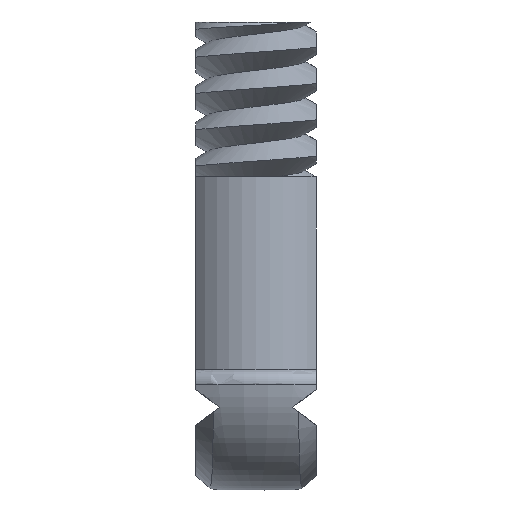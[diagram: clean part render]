
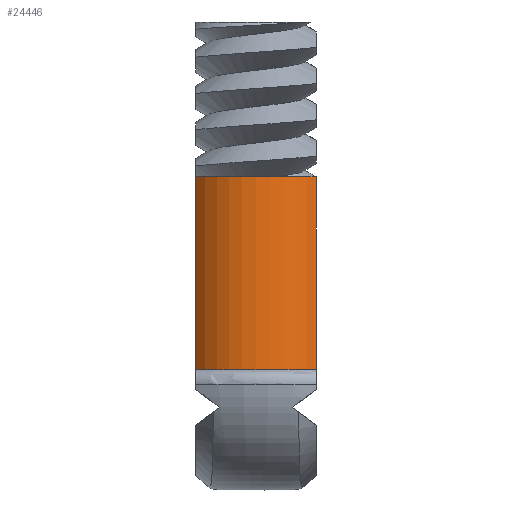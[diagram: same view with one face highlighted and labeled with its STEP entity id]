
A CAD part, left-side view. The second image highlights one B-rep face of the part: STEP entity #24446.
In plain terms, the highlighted cylindrical face has radius 3.35 mm (diameter 6.7 mm), a partial arc.
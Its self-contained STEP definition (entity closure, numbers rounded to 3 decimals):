
#5619 = PLANE('',#5620);
#5620 = AXIS2_PLACEMENT_3D('',#5621,#5622,#5623);
#5621 = CARTESIAN_POINT('',(-12.5,-2.5,200.));
#5622 = DIRECTION('',(0.,1.,0.));
#5623 = DIRECTION('',(-1.,0.,0.));
#6408 = PLANE('',#6409);
#6409 = AXIS2_PLACEMENT_3D('',#6410,#6411,#6412);
#6410 = CARTESIAN_POINT('',(-12.5,2.5,200.));
#6411 = DIRECTION('',(0.,-1.,0.));
#6412 = DIRECTION('',(1.,0.,0.));
#8065 = VERTEX_POINT('',#8066);
#8066 = CARTESIAN_POINT('',(-2.23,-2.5,7.975));
#8080 = PLANE('',#8081);
#8081 = AXIS2_PLACEMENT_3D('',#8082,#8083,#8084);
#8082 = CARTESIAN_POINT('',(0.,0.,
    7.975));
#8083 = DIRECTION('',(0.,0.,-1.));
#8084 = DIRECTION('',(1.,0.,0.));
#8092 = EDGE_CURVE('',#8065,#8093,#8095,.T.);
#8093 = VERTEX_POINT('',#8094);
#8094 = CARTESIAN_POINT('',(-2.23,-2.5,0.));
#8095 = SURFACE_CURVE('',#8096,(#8100,#8107),.PCURVE_S1.);
#8096 = LINE('',#8097,#8098);
#8097 = CARTESIAN_POINT('',(-2.23,-2.5,7.975));
#8098 = VECTOR('',#8099,1.);
#8099 = DIRECTION('',(0.,0.,-1.));
#8100 = PCURVE('',#5619,#8101);
#8101 = DEFINITIONAL_REPRESENTATION('',(#8102),#8106);
#8102 = LINE('',#8103,#8104);
#8103 = CARTESIAN_POINT('',(-10.27,-192.025));
#8104 = VECTOR('',#8105,1.);
#8105 = DIRECTION('',(0.,-1.));
#8106 = ( GEOMETRIC_REPRESENTATION_CONTEXT(2) 
PARAMETRIC_REPRESENTATION_CONTEXT() REPRESENTATION_CONTEXT('2D SPACE',''
  ) );
#8107 = PCURVE('',#8108,#8113);
#8108 = CYLINDRICAL_SURFACE('',#8109,3.35);
#8109 = AXIS2_PLACEMENT_3D('',#8110,#8111,#8112);
#8110 = CARTESIAN_POINT('',(0.,0.,
    7.975));
#8111 = DIRECTION('',(0.,0.,-1.));
#8112 = DIRECTION('',(1.,0.,0.));
#8113 = DEFINITIONAL_REPRESENTATION('',(#8114),#8118);
#8114 = LINE('',#8115,#8116);
#8115 = CARTESIAN_POINT('',(2.299,0.));
#8116 = VECTOR('',#8117,1.);
#8117 = DIRECTION('',(0.,1.));
#8118 = ( GEOMETRIC_REPRESENTATION_CONTEXT(2) 
PARAMETRIC_REPRESENTATION_CONTEXT() REPRESENTATION_CONTEXT('2D SPACE',''
  ) );
#8136 = PLANE('',#8137);
#8137 = AXIS2_PLACEMENT_3D('',#8138,#8139,#8140);
#8138 = CARTESIAN_POINT('',(0.,0.,
    0.));
#8139 = DIRECTION('',(0.,0.,-1.));
#8140 = DIRECTION('',(1.,0.,0.));
#22953 = VERTEX_POINT('',#22954);
#22954 = CARTESIAN_POINT('',(-2.23,2.5,7.975));
#22975 = EDGE_CURVE('',#22953,#22976,#22978,.T.);
#22976 = VERTEX_POINT('',#22977);
#22977 = CARTESIAN_POINT('',(-2.23,2.5,0.));
#22978 = SURFACE_CURVE('',#22979,(#22983,#22990),.PCURVE_S1.);
#22979 = LINE('',#22980,#22981);
#22980 = CARTESIAN_POINT('',(-2.23,2.5,7.975));
#22981 = VECTOR('',#22982,1.);
#22982 = DIRECTION('',(0.,0.,-1.));
#22983 = PCURVE('',#6408,#22984);
#22984 = DEFINITIONAL_REPRESENTATION('',(#22985),#22989);
#22985 = LINE('',#22986,#22987);
#22986 = CARTESIAN_POINT('',(10.27,-192.025));
#22987 = VECTOR('',#22988,1.);
#22988 = DIRECTION('',(0.,-1.));
#22989 = ( GEOMETRIC_REPRESENTATION_CONTEXT(2) 
PARAMETRIC_REPRESENTATION_CONTEXT() REPRESENTATION_CONTEXT('2D SPACE',''
  ) );
#22990 = PCURVE('',#8108,#22991);
#22991 = DEFINITIONAL_REPRESENTATION('',(#22992),#22996);
#22992 = LINE('',#22993,#22994);
#22993 = CARTESIAN_POINT('',(3.984,0.));
#22994 = VECTOR('',#22995,1.);
#22995 = DIRECTION('',(0.,1.));
#22996 = ( GEOMETRIC_REPRESENTATION_CONTEXT(2) 
PARAMETRIC_REPRESENTATION_CONTEXT() REPRESENTATION_CONTEXT('2D SPACE',''
  ) );
#24198 = EDGE_CURVE('',#8065,#22953,#24199,.T.);
#24199 = SURFACE_CURVE('',#24200,(#24205,#24212),.PCURVE_S1.);
#24200 = CIRCLE('',#24201,3.35);
#24201 = AXIS2_PLACEMENT_3D('',#24202,#24203,#24204);
#24202 = CARTESIAN_POINT('',(0.,0.,
    7.975));
#24203 = DIRECTION('',(0.,0.,-1.));
#24204 = DIRECTION('',(1.,0.,0.));
#24205 = PCURVE('',#8080,#24206);
#24206 = DEFINITIONAL_REPRESENTATION('',(#24207),#24211);
#24207 = CIRCLE('',#24208,3.35);
#24208 = AXIS2_PLACEMENT_2D('',#24209,#24210);
#24209 = CARTESIAN_POINT('',(0.,0.));
#24210 = DIRECTION('',(1.,0.));
#24211 = ( GEOMETRIC_REPRESENTATION_CONTEXT(2) 
PARAMETRIC_REPRESENTATION_CONTEXT() REPRESENTATION_CONTEXT('2D SPACE',''
  ) );
#24212 = PCURVE('',#8108,#24213);
#24213 = DEFINITIONAL_REPRESENTATION('',(#24214),#24218);
#24214 = LINE('',#24215,#24216);
#24215 = CARTESIAN_POINT('',(0.,0.));
#24216 = VECTOR('',#24217,1.);
#24217 = DIRECTION('',(1.,0.));
#24218 = ( GEOMETRIC_REPRESENTATION_CONTEXT(2) 
PARAMETRIC_REPRESENTATION_CONTEXT() REPRESENTATION_CONTEXT('2D SPACE',''
  ) );
#24446 = ADVANCED_FACE('',(#24447),#8108,.T.);
#24447 = FACE_BOUND('',#24448,.T.);
#24448 = EDGE_LOOP('',(#24449,#24450,#24451,#24452));
#24449 = ORIENTED_EDGE('',*,*,#8092,.F.);
#24450 = ORIENTED_EDGE('',*,*,#24198,.T.);
#24451 = ORIENTED_EDGE('',*,*,#22975,.T.);
#24452 = ORIENTED_EDGE('',*,*,#24453,.F.);
#24453 = EDGE_CURVE('',#8093,#22976,#24454,.T.);
#24454 = SURFACE_CURVE('',#24455,(#24460,#24467),.PCURVE_S1.);
#24455 = CIRCLE('',#24456,3.35);
#24456 = AXIS2_PLACEMENT_3D('',#24457,#24458,#24459);
#24457 = CARTESIAN_POINT('',(0.,0.,
    0.));
#24458 = DIRECTION('',(0.,0.,-1.));
#24459 = DIRECTION('',(1.,0.,0.));
#24460 = PCURVE('',#8108,#24461);
#24461 = DEFINITIONAL_REPRESENTATION('',(#24462),#24466);
#24462 = LINE('',#24463,#24464);
#24463 = CARTESIAN_POINT('',(0.,7.975));
#24464 = VECTOR('',#24465,1.);
#24465 = DIRECTION('',(1.,0.));
#24466 = ( GEOMETRIC_REPRESENTATION_CONTEXT(2) 
PARAMETRIC_REPRESENTATION_CONTEXT() REPRESENTATION_CONTEXT('2D SPACE',''
  ) );
#24467 = PCURVE('',#8136,#24468);
#24468 = DEFINITIONAL_REPRESENTATION('',(#24469),#24473);
#24469 = CIRCLE('',#24470,3.35);
#24470 = AXIS2_PLACEMENT_2D('',#24471,#24472);
#24471 = CARTESIAN_POINT('',(0.,0.));
#24472 = DIRECTION('',(1.,0.));
#24473 = ( GEOMETRIC_REPRESENTATION_CONTEXT(2) 
PARAMETRIC_REPRESENTATION_CONTEXT() REPRESENTATION_CONTEXT('2D SPACE',''
  ) );
